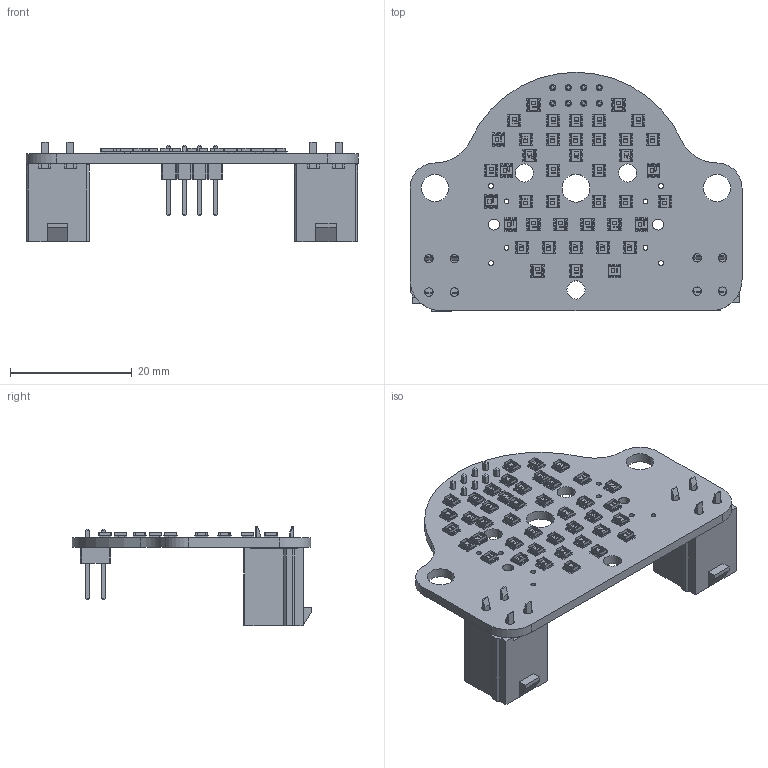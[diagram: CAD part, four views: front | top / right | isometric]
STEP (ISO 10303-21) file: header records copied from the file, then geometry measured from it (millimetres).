
FILE_DESCRIPTION(('KiCad electronic assembly'),'2;1');
FILE_NAME('dual_needle_gauge.step','2021-11-07T09:13:09',('Pcbnew'),( 'Kicad'),'Open CASCADE STEP processor 7.5','KiCad to STEP converter' ,'Unknown');
FILE_SCHEMA(('AUTOMOTIVE_DESIGN { 1 0 10303 214 1 1 1 1 }'));
Length unit declared in the file: millimetre
Products named in the file (8): dual_needle_gauge 1; WS2812-2020; COMPOUND; PinHeader_2x04_P2.54mm_Vertical; SOLID; 39281043; _autosave-dual_needle_gauge PCB
Assembly tree (49 placements, depth 3):
  dual_needle_gauge 1
    WS2812-2020  x42
      COMPOUND
    PinHeader_2x04_P2.54mm_Vertical
      SOLID
    39281043  x2
      SOLID
    _autosave-dual_needle_gauge PCB
Bounding box: 54.61 x 39.37 x 16.3 mm (x, y, z)
Volume: 4307.8 mm3; surface area: 7730.3 mm2
Topology: 88 solids, 88 shells, 3122 faces, 8146 edges, 5408 vertices
Faces by surface type: bspline 3076, cylinder 39, plane 7
Full cylindrical faces by diameter (mm): 0.8 x8, 1 x8, 1.4 x8, 1.8 x2, 3 x3, 4.5 x2, 4.6 x1
Entity records: 25743 total; most frequent: CARTESIAN_POINT 8888, B_SPLINE_CURVE_WITH_KNOTS 2694, ORIENTED_EDGE 2076, PCURVE 2076, DEFINITIONAL_REPRESENTATION 2076, EDGE_CURVE 1038, SURFACE_CURVE 1006, VERTEX_POINT 670
